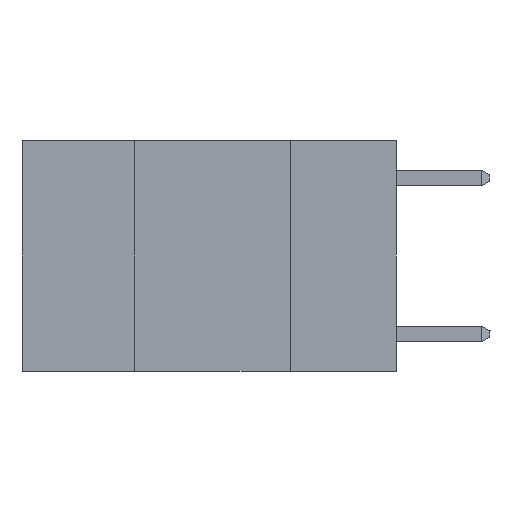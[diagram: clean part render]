
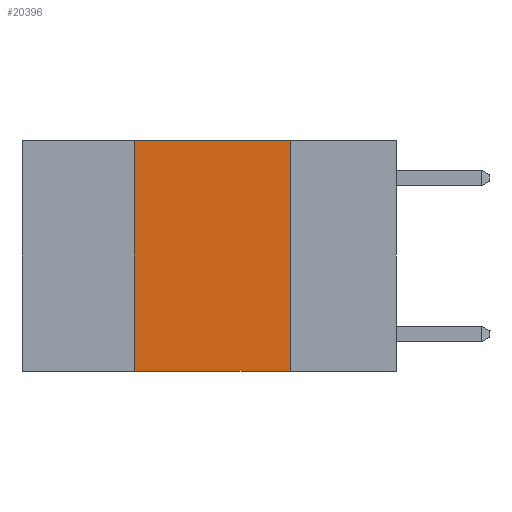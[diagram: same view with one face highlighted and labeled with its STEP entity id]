
A CAD part, left-side view. The second image highlights one B-rep face of the part: STEP entity #20396.
In plain terms, the highlighted planar face has unit normal (-1, 0, 0).
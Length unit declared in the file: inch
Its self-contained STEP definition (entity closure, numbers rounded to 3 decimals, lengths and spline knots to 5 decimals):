
#1211 = ORIENTED_EDGE ( 'NONE', *, *, #18048, .T. ) ;
#1275 = EDGE_LOOP ( 'NONE', ( #16774, #14242, #9352, #1211 ) ) ;
#2075 = DIRECTION ( 'NONE',  ( 1., 0., 0. ) ) ;
#2912 = CARTESIAN_POINT ( 'NONE',  ( 0., 0.6, -0.37 ) ) ;
#4011 = EDGE_CURVE ( 'NONE', #18722, #10438, #15506, .T. ) ;
#4863 = EDGE_CURVE ( 'NONE', #10438, #7060, #4894, .T. ) ;
#4894 = LINE ( 'NONE', #14747, #17553 ) ;
#7041 = DIRECTION ( 'NONE',  ( 0., -1., 0. ) ) ;
#7060 = VERTEX_POINT ( 'NONE', #20812 ) ;
#7354 = CARTESIAN_POINT ( 'NONE',  ( 0., 0.6, 0. ) ) ;
#7557 = DIRECTION ( 'NONE',  ( 0., 0., 1. ) ) ;
#8731 = CARTESIAN_POINT ( 'NONE',  ( 0., 0.6, 0. ) ) ;
#9067 = LINE ( 'NONE', #2912, #12947 ) ;
#9352 = ORIENTED_EDGE ( 'NONE', *, *, #13717, .F. ) ;
#9561 = CARTESIAN_POINT ( 'NONE',  ( 0., 0.42, 0. ) ) ;
#10438 = VERTEX_POINT ( 'NONE', #16138 ) ;
#12047 = PLANE ( 'NONE',  #19649 ) ;
#12467 = VECTOR ( 'NONE', #7557, 39.37008 ) ;
#12947 = VECTOR ( 'NONE', #19633, 39.37008 ) ;
#12990 = LINE ( 'NONE', #19086, #12467 ) ;
#13691 = DIRECTION ( 'NONE',  ( 0., 0., -1. ) ) ;
#13717 = EDGE_CURVE ( 'NONE', #17668, #18722, #12990, .T. ) ;
#14242 = ORIENTED_EDGE ( 'NONE', *, *, #4011, .F. ) ;
#14706 = DIRECTION ( 'NONE',  ( 0., 0., -1. ) ) ;
#14747 = CARTESIAN_POINT ( 'NONE',  ( 0., 0.17, 0. ) ) ;
#15506 = LINE ( 'NONE', #7354, #19372 ) ;
#16138 = CARTESIAN_POINT ( 'NONE',  ( 0., 0.17, 0. ) ) ;
#16774 = ORIENTED_EDGE ( 'NONE', *, *, #4863, .F. ) ;
#17553 = VECTOR ( 'NONE', #14706, 39.37008 ) ;
#17668 = VERTEX_POINT ( 'NONE', #21350 ) ;
#18048 = EDGE_CURVE ( 'NONE', #17668, #7060, #9067, .T. ) ;
#18722 = VERTEX_POINT ( 'NONE', #9561 ) ;
#19086 = CARTESIAN_POINT ( 'NONE',  ( 0., 0.42, 0. ) ) ;
#19372 = VECTOR ( 'NONE', #7041, 39.37008 ) ;
#19421 = FACE_OUTER_BOUND ( 'NONE', #1275, .T. ) ;
#19633 = DIRECTION ( 'NONE',  ( 0., -1., 0. ) ) ;
#19649 = AXIS2_PLACEMENT_3D ( 'NONE', #8731, #2075, #13691 ) ;
#20396 = ADVANCED_FACE ( 'NONE', ( #19421 ), #12047, .F. ) ;
#20812 = CARTESIAN_POINT ( 'NONE',  ( 0., 0.17, -0.37 ) ) ;
#21350 = CARTESIAN_POINT ( 'NONE',  ( 0., 0.42, -0.37 ) ) ;
